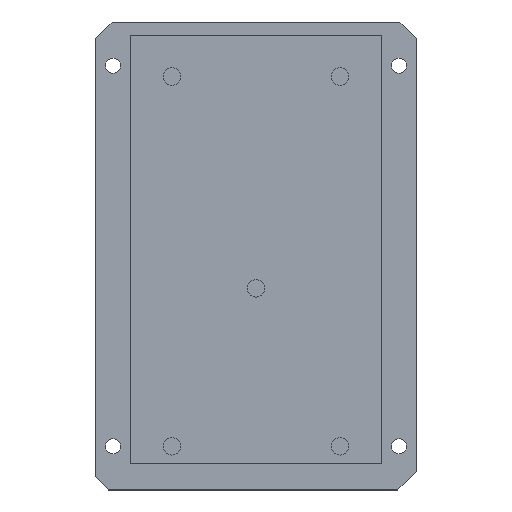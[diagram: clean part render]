
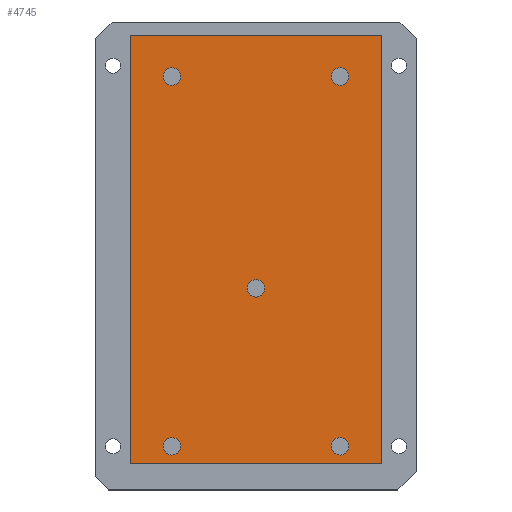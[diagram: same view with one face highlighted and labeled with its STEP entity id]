
A CAD part, top view. The second image highlights one B-rep face of the part: STEP entity #4745.
In plain terms, the highlighted planar face has unit normal (0, 0, 1).
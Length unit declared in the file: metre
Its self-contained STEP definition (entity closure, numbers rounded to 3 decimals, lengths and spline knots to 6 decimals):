
#175=CIRCLE('',#5062,0.002);
#176=CIRCLE('',#5063,0.002);
#177=CIRCLE('',#5064,0.002);
#178=CIRCLE('',#5065,0.002);
#179=CIRCLE('',#5066,0.002);
#321=LINE('',#6720,#771);
#323=LINE('',#6724,#773);
#325=LINE('',#6728,#775);
#327=LINE('',#6732,#777);
#771=VECTOR('',#5454,1.);
#773=VECTOR('',#5458,1.);
#775=VECTOR('',#5462,1.);
#777=VECTOR('',#5466,1.);
#1347=ORIENTED_EDGE('',*,*,#2751,.T.);
#1348=ORIENTED_EDGE('',*,*,#2752,.T.);
#1349=ORIENTED_EDGE('',*,*,#2753,.T.);
#1350=ORIENTED_EDGE('',*,*,#2754,.T.);
#1351=ORIENTED_EDGE('',*,*,#2755,.T.);
#1352=ORIENTED_EDGE('',*,*,#2744,.T.);
#1353=ORIENTED_EDGE('',*,*,#2750,.T.);
#1354=ORIENTED_EDGE('',*,*,#2748,.F.);
#1355=ORIENTED_EDGE('',*,*,#2746,.F.);
#2744=EDGE_CURVE('',#3452,#3451,#321,.T.);
#2746=EDGE_CURVE('',#3452,#3453,#323,.T.);
#2748=EDGE_CURVE('',#3453,#3454,#325,.T.);
#2750=EDGE_CURVE('',#3451,#3454,#327,.T.);
#2751=EDGE_CURVE('',#3455,#3455,#175,.T.);
#2752=EDGE_CURVE('',#3456,#3456,#176,.T.);
#2753=EDGE_CURVE('',#3457,#3457,#177,.T.);
#2754=EDGE_CURVE('',#3458,#3458,#178,.T.);
#2755=EDGE_CURVE('',#3459,#3459,#179,.T.);
#3451=VERTEX_POINT('',#6719);
#3452=VERTEX_POINT('',#6721);
#3453=VERTEX_POINT('',#6725);
#3454=VERTEX_POINT('',#6729);
#3455=VERTEX_POINT('',#6735);
#3456=VERTEX_POINT('',#6737);
#3457=VERTEX_POINT('',#6739);
#3458=VERTEX_POINT('',#6741);
#3459=VERTEX_POINT('',#6743);
#3978=EDGE_LOOP('',(#1347));
#3979=EDGE_LOOP('',(#1348));
#3980=EDGE_LOOP('',(#1349));
#3981=EDGE_LOOP('',(#1350));
#3982=EDGE_LOOP('',(#1351));
#3983=EDGE_LOOP('',(#1352,#1353,#1354,#1355));
#4300=FACE_BOUND('',#3978,.T.);
#4301=FACE_BOUND('',#3979,.T.);
#4302=FACE_BOUND('',#3980,.T.);
#4303=FACE_BOUND('',#3981,.T.);
#4304=FACE_BOUND('',#3982,.T.);
#4305=FACE_BOUND('',#3983,.T.);
#4597=PLANE('',#5061);
#4745=ADVANCED_FACE('',(#4300,#4301,#4302,#4303,#4304,#4305),#4597,.F.);
#5061=AXIS2_PLACEMENT_3D('',#6733,#5467,#5468);
#5062=AXIS2_PLACEMENT_3D('',#6734,#5469,#5470);
#5063=AXIS2_PLACEMENT_3D('',#6736,#5471,#5472);
#5064=AXIS2_PLACEMENT_3D('',#6738,#5473,#5474);
#5065=AXIS2_PLACEMENT_3D('',#6740,#5475,#5476);
#5066=AXIS2_PLACEMENT_3D('',#6742,#5477,#5478);
#5454=DIRECTION('',(0.,-1.,0.));
#5458=DIRECTION('',(1.,0.,0.));
#5462=DIRECTION('',(0.,-1.,0.));
#5466=DIRECTION('',(1.,0.,0.));
#5467=DIRECTION('',(0.,0.,-1.));
#5468=DIRECTION('',(1.,0.,0.));
#5469=DIRECTION('',(0.,0.,-1.));
#5470=DIRECTION('',(-1.,0.,0.));
#5471=DIRECTION('',(0.,0.,-1.));
#5472=DIRECTION('',(-1.,0.,0.));
#5473=DIRECTION('',(0.,0.,-1.));
#5474=DIRECTION('',(-1.,0.,0.));
#5475=DIRECTION('',(0.,0.,-1.));
#5476=DIRECTION('',(-1.,0.,0.));
#5477=DIRECTION('',(0.,0.,-1.));
#5478=DIRECTION('',(-1.,0.,0.));
#6719=CARTESIAN_POINT('',(-0.028775,-0.049116,-0.003));
#6720=CARTESIAN_POINT('',(-0.028775,0.,-0.003));
#6721=CARTESIAN_POINT('',(-0.028775,0.049116,-0.003));
#6724=CARTESIAN_POINT('',(0.,0.049116,-0.003));
#6725=CARTESIAN_POINT('',(0.028775,0.049116,-0.003));
#6728=CARTESIAN_POINT('',(0.028775,0.,-0.003));
#6729=CARTESIAN_POINT('',(0.028775,-0.049116,-0.003));
#6732=CARTESIAN_POINT('',(0.,-0.049116,-0.003));
#6733=CARTESIAN_POINT('',(0.,-0.0015,-0.003));
#6734=CARTESIAN_POINT('',(0.,-0.008916,-0.003));
#6735=CARTESIAN_POINT('',(-0.002,-0.008916,-0.003));
#6736=CARTESIAN_POINT('',(0.019275,-0.045116,-0.003));
#6737=CARTESIAN_POINT('',(0.017275,-0.045116,-0.003));
#6738=CARTESIAN_POINT('',(-0.019275,-0.045116,-0.003));
#6739=CARTESIAN_POINT('',(-0.021275,-0.045116,-0.003));
#6740=CARTESIAN_POINT('',(0.019275,0.039616,-0.003));
#6741=CARTESIAN_POINT('',(0.017275,0.039616,-0.003));
#6742=CARTESIAN_POINT('',(-0.019275,0.039616,-0.003));
#6743=CARTESIAN_POINT('',(-0.021275,0.039616,-0.003));
